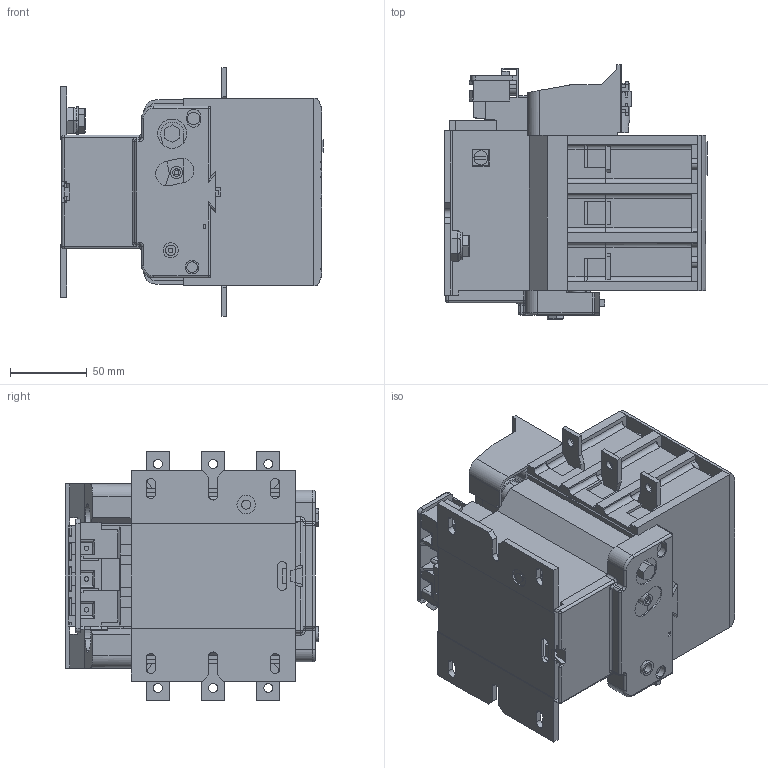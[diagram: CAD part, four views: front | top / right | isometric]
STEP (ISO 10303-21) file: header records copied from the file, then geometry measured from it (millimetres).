
FILE_DESCRIPTION (( 'STEP AP203' ), '1' );
FILE_NAME ('Êîíòàêòîð ÊÒÝ 115À 400Â.STEP', '2016-11-18T09:45:23', ( 'kuryshev' ), ( '' ), 'SwSTEP 2.0', 'SolidWorks 2010', '' );
FILE_SCHEMA (( 'CONFIG_CONTROL_DESIGN' ));
Length unit declared in the file: millimetre
Products named in the file (1): Êîíòàêòîð ÊÒÝ 115À 400Â
Bounding box: 171 x 165.5 x 162 mm (x, y, z)
Volume: 1448959.2 mm3; surface area: 281376.8 mm2
Topology: 1 solids, 4 shells, 1265 faces, 3548 edges, 2302 vertices
Faces by surface type: plane 959, cylinder 268, torus 26, sphere 8, cone 4
Entity records: 40787 total; most frequent: CARTESIAN_POINT 7808, ORIENTED_EDGE 7080, DIRECTION 6508, EDGE_CURVE 3540, LINE 2848, VECTOR 2848, VERTEX_POINT 2302, AXIS2_PLACEMENT_3D 1830
